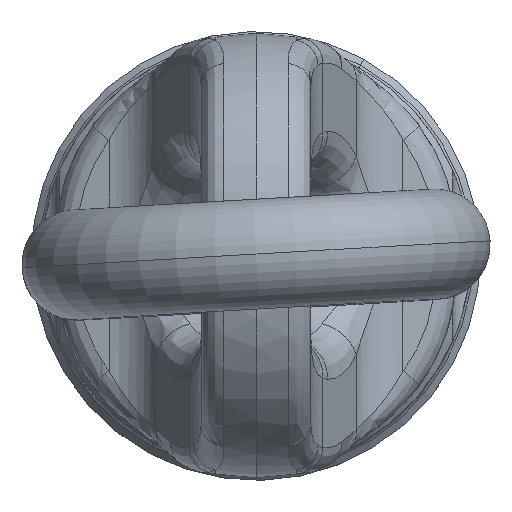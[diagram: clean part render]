
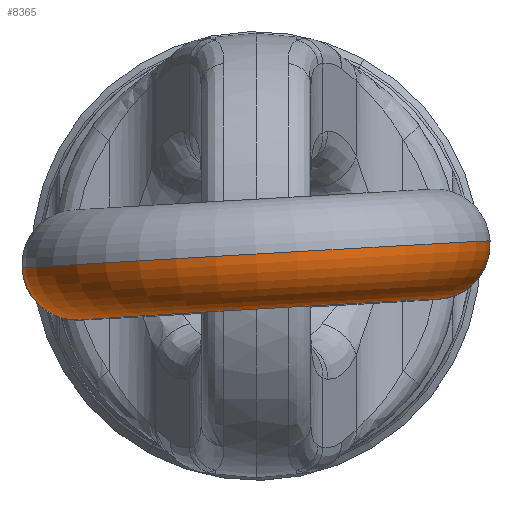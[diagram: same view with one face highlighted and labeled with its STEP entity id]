
A CAD part, top view. The second image highlights one B-rep face of the part: STEP entity #8365.
In plain terms, the highlighted toroidal (fillet/blend) face has major radius 36 mm and minor radius 11 mm.
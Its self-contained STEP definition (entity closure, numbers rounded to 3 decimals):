
#8143=CARTESIAN_POINT('Vertex',(36.576,-8.897,104.811)) ;
#8216=CARTESIAN_POINT('Vertex',(-35.303,-13.066,104.811)) ;
#8262=CARTESIAN_POINT('Vertex',(46.921,2.721,104.811)) ;
#8265=CARTESIAN_POINT('Axis2P3D Location',(35.94,2.084,104.811)) ;
#8279=CARTESIAN_POINT('Axis2P3D Location',(0.,0.,104.811)) ;
#8289=CARTESIAN_POINT('Axis2P3D Location',(0.637,-10.982,104.811)) ;
#8323=CARTESIAN_POINT('Axis2P3D Location',(-35.94,-2.084,104.811)) ;
#8327=CARTESIAN_POINT('Vertex',(-46.921,-2.721,104.811)) ;
#8347=CARTESIAN_POINT('Axis2P3D Location',(0.,0.,104.811)) ;
#8266=DIRECTION('Axis2P3D Direction',(0.,0.,1.)) ;
#8280=DIRECTION('Axis2P3D Direction',(-0.058,0.998,0.)) ;
#8281=DIRECTION('Axis2P3D XDirection',(-0.998,-0.058,0.)) ;
#8290=DIRECTION('Axis2P3D Direction',(-0.058,0.998,0.)) ;
#8324=DIRECTION('Axis2P3D Direction',(0.,0.,-1.)) ;
#8348=DIRECTION('Axis2P3D Direction',(-0.058,0.998,0.)) ;
#8267=AXIS2_PLACEMENT_3D('Circle Axis2P3D',#8265,#8266,$) ;
#8282=AXIS2_PLACEMENT_3D('Torus Axis2P3D',#8279,#8280,#8281) ;
#8291=AXIS2_PLACEMENT_3D('Circle Axis2P3D',#8289,#8290,$) ;
#8325=AXIS2_PLACEMENT_3D('Circle Axis2P3D',#8323,#8324,$) ;
#8349=AXIS2_PLACEMENT_3D('Circle Axis2P3D',#8347,#8348,$) ;
#8360=ORIENTED_EDGE('',*,*,#8351,.F.) ;
#8361=ORIENTED_EDGE('',*,*,#8329,.F.) ;
#8362=ORIENTED_EDGE('',*,*,#8293,.T.) ;
#8363=ORIENTED_EDGE('',*,*,#8269,.T.) ;
#8365=ADVANCED_FACE('\X2\51434EF6672C9AD4\X0\.2',(#8364),#8283,.T.) ;
#8268=CIRCLE('generated circle',#8267,11.) ;
#8292=CIRCLE('generated circle',#8291,36.) ;
#8326=CIRCLE('generated circle',#8325,11.) ;
#8350=CIRCLE('generated circle',#8349,47.) ;
#8283=TOROIDAL_SURFACE('homeo Torus',#8282,36.,11.) ;
#8269=EDGE_CURVE('',#8144,#8263,#8268,.T.) ;
#8293=EDGE_CURVE('',#8217,#8144,#8292,.T.) ;
#8329=EDGE_CURVE('',#8217,#8328,#8326,.T.) ;
#8351=EDGE_CURVE('',#8328,#8263,#8350,.T.) ;
#8359=EDGE_LOOP('',(#8360,#8361,#8362,#8363)) ;
#8364=FACE_OUTER_BOUND('',#8359,.T.) ;
#8144=VERTEX_POINT('',#8143) ;
#8217=VERTEX_POINT('',#8216) ;
#8263=VERTEX_POINT('',#8262) ;
#8328=VERTEX_POINT('',#8327) ;
